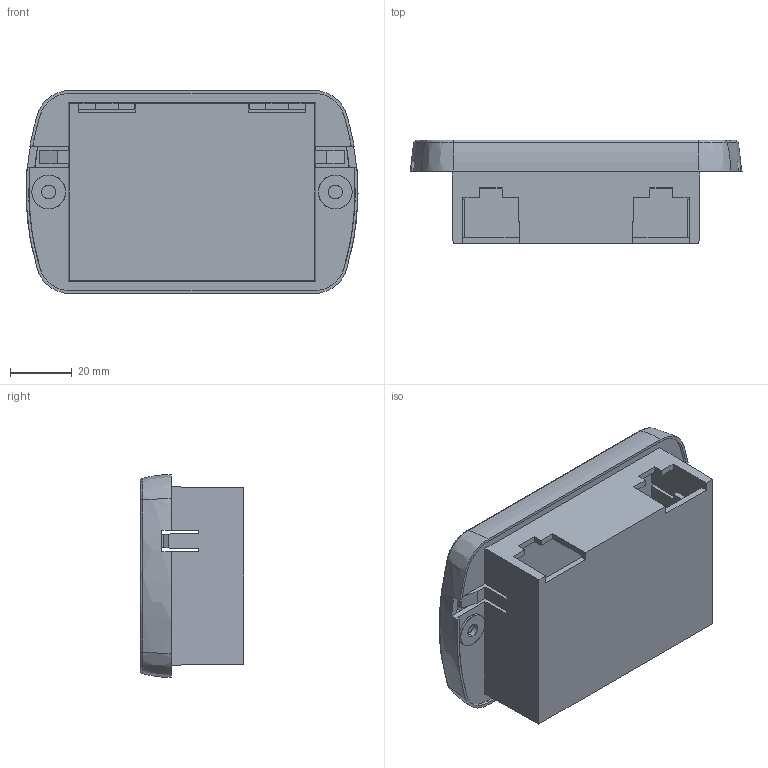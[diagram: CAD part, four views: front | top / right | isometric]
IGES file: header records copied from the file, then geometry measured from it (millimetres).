
Start section: SolidWorks IGES file using analytic representation for surfaces
Global section: file name: KM-111.IGS; native system: SolidWorks 2009; preprocessor: SolidWorks 2009; author: lukasz; date: 130514.195830; units: millimetre
Bounding box: 107.68 x 33.5 x 65.8 mm (x, y, z)
Surface area: 44562.4 mm2 (no closed solid volume)
Topology: 0 solids, 0 shells, 238 faces, 2224 edges, 2224 vertices
Faces by surface type: bspline 192, revolution 46
